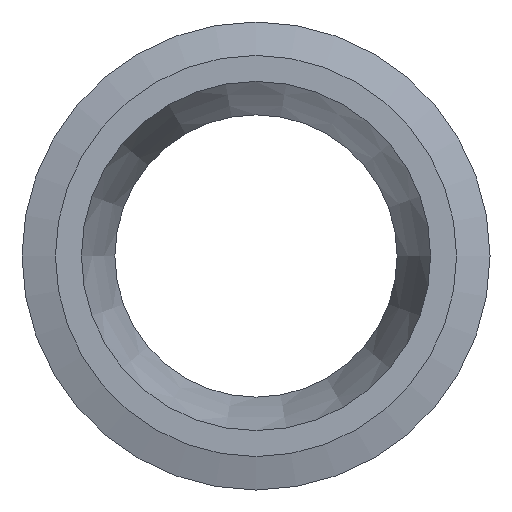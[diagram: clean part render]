
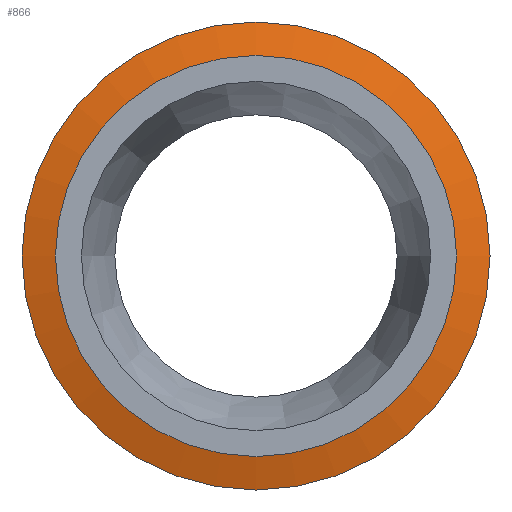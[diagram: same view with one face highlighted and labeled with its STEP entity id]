
A CAD part, left-side view. The second image highlights one B-rep face of the part: STEP entity #866.
In plain terms, the highlighted conical face has half-angle 75 degrees and reference radius 29.25 mm.
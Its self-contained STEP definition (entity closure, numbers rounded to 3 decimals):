
#45=LINE('',#1616,#69);
#69=VECTOR('',#1346,29.25);
#84=CONICAL_SURFACE('',#1029,29.25,1.309);
#133=FACE_OUTER_BOUND('',#177,.T.);
#177=EDGE_LOOP('',(#761,#762,#763,#764,#765,#766));
#282=CIRCLE('',#1027,31.5);
#283=CIRCLE('',#1028,31.5);
#284=CIRCLE('',#1030,27.);
#285=CIRCLE('',#1031,27.);
#378=VERTEX_POINT('',#1606);
#379=VERTEX_POINT('',#1607);
#380=VERTEX_POINT('',#1612);
#381=VERTEX_POINT('',#1613);
#506=EDGE_CURVE('',#378,#379,#282,.T.);
#507=EDGE_CURVE('',#379,#378,#283,.T.);
#509=EDGE_CURVE('',#380,#381,#284,.T.);
#510=EDGE_CURVE('',#381,#380,#285,.T.);
#511=EDGE_CURVE('',#381,#379,#45,.T.);
#761=ORIENTED_EDGE('',*,*,#509,.F.);
#762=ORIENTED_EDGE('',*,*,#510,.F.);
#763=ORIENTED_EDGE('',*,*,#511,.T.);
#764=ORIENTED_EDGE('',*,*,#507,.T.);
#765=ORIENTED_EDGE('',*,*,#506,.T.);
#766=ORIENTED_EDGE('',*,*,#511,.F.);
#866=ADVANCED_FACE('',(#133),#84,.T.);
#1027=AXIS2_PLACEMENT_3D('',#1608,#1335,#1336);
#1028=AXIS2_PLACEMENT_3D('',#1609,#1337,#1338);
#1029=AXIS2_PLACEMENT_3D('',#1611,#1340,#1341);
#1030=AXIS2_PLACEMENT_3D('',#1614,#1342,#1343);
#1031=AXIS2_PLACEMENT_3D('',#1615,#1344,#1345);
#1335=DIRECTION('center_axis',(-1.,0.,0.));
#1336=DIRECTION('ref_axis',(0.,-1.,0.));
#1337=DIRECTION('center_axis',(-1.,0.,0.));
#1338=DIRECTION('ref_axis',(0.,-1.,0.));
#1340=DIRECTION('center_axis',(1.,0.,0.));
#1341=DIRECTION('ref_axis',(0.,-1.,0.));
#1342=DIRECTION('center_axis',(-1.,0.,0.));
#1343=DIRECTION('ref_axis',(0.,-1.,0.));
#1344=DIRECTION('center_axis',(-1.,0.,0.));
#1345=DIRECTION('ref_axis',(0.,-1.,0.));
#1346=DIRECTION('',(0.259,0.966,0.));
#1606=CARTESIAN_POINT('',(1.206,-31.5,0.));
#1607=CARTESIAN_POINT('',(1.206,31.5,0.));
#1608=CARTESIAN_POINT('Origin',(1.206,0.,0.));
#1609=CARTESIAN_POINT('Origin',(1.206,0.,0.));
#1611=CARTESIAN_POINT('Origin',(0.603,0.,0.));
#1612=CARTESIAN_POINT('',(0.,-27.,0.));
#1613=CARTESIAN_POINT('',(0.,27.,0.));
#1614=CARTESIAN_POINT('Origin',(0.,0.,0.));
#1615=CARTESIAN_POINT('Origin',(0.,0.,0.));
#1616=CARTESIAN_POINT('',(0.603,29.25,0.));
